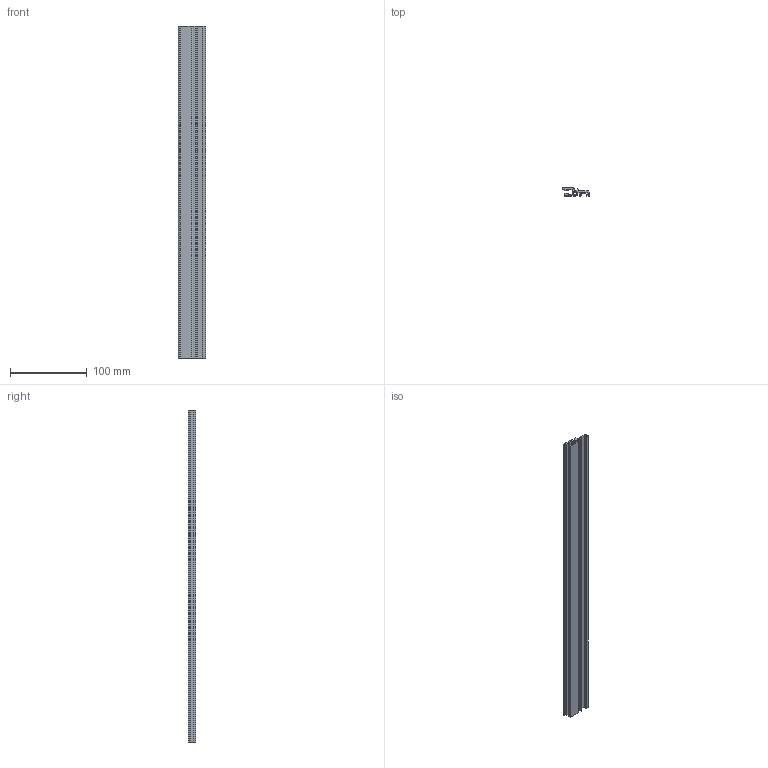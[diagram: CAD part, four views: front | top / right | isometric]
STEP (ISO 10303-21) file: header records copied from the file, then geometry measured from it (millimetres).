
FILE_DESCRIPTION(('FreeCAD Model'),'2;1');
FILE_NAME('Fillet003.step', '2018-06-25T23:31:06',('kicad StepUp'),('ksu MCAD'), 'Open CASCADE STEP processor 7.2','FreeCAD','Unknown');
FILE_SCHEMA(('AUTOMOTIVE_DESIGN { 1 0 10303 214 1 1 1 1 }'));
Length unit declared in the file: millimetre
Products named in the file (1): Fillet003
Bounding box: 35.8 x 10 x 431.8 mm (x, y, z)
Volume: 60997.3 mm3; surface area: 67925.2 mm2
Topology: 1 solids, 1 shells, 58 faces, 168 edges, 112 vertices
Faces by surface type: plane 52, cylinder 6
Entity records: 1905 total; most frequent: CARTESIAN_POINT 339, ORIENTED_EDGE 336, DIRECTION 298, EDGE_CURVE 168, LINE 156, VECTOR 156, VERTEX_POINT 112, AXIS2_PLACEMENT_3D 71
